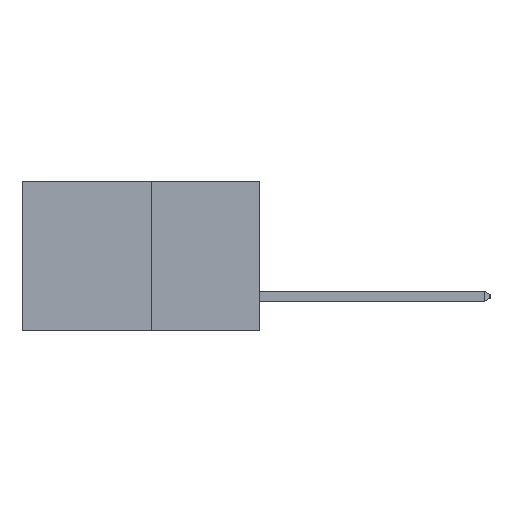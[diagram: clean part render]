
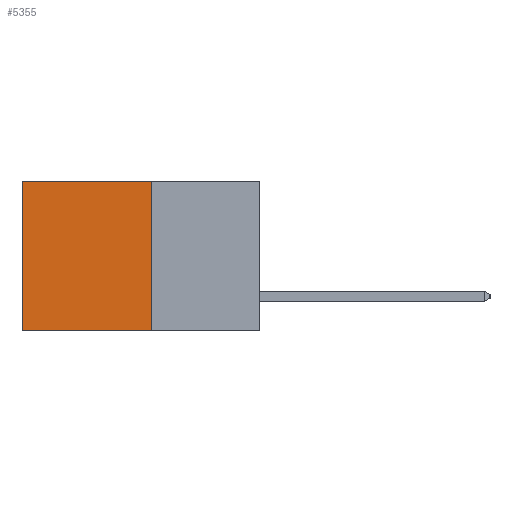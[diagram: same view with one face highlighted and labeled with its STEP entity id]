
A CAD part, left-side view. The second image highlights one B-rep face of the part: STEP entity #5355.
In plain terms, the highlighted planar face has unit normal (-1, 0, 0).
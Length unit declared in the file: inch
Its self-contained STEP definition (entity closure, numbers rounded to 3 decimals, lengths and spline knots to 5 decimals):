
#36 = CARTESIAN_POINT ( 'NONE',  ( 0.277, 0.27, 0. ) ) ;
#79 = DIRECTION ( 'NONE',  ( 1., 0., 0. ) ) ;
#129 = DIRECTION ( 'NONE',  ( 0., 0., -1. ) ) ;
#149 = EDGE_CURVE ( 'NONE', #6270, #879, #5723, .T. ) ;
#854 = ORIENTED_EDGE ( 'NONE', *, *, #3625, .T. ) ;
#879 = VERTEX_POINT ( 'NONE', #1295 ) ;
#1143 = ORIENTED_EDGE ( 'NONE', *, *, #149, .F. ) ;
#1295 = CARTESIAN_POINT ( 'NONE',  ( 0.277, 0.27, -0.37 ) ) ;
#1480 = EDGE_LOOP ( 'NONE', ( #5584, #7122, #1143, #854 ) ) ;
#1508 = CARTESIAN_POINT ( 'NONE',  ( 0.277, 0.59, 0. ) ) ;
#1906 = PLANE ( 'NONE',  #6660 ) ;
#2360 = EDGE_CURVE ( 'NONE', #3405, #4239, #4787, .T. ) ;
#2448 = VECTOR ( 'NONE', #6142, 39.37008 ) ;
#2463 = CARTESIAN_POINT ( 'NONE',  ( 0.277, 0.27, 0. ) ) ;
#2473 = VECTOR ( 'NONE', #6666, 39.37008 ) ;
#2949 = DIRECTION ( 'NONE',  ( 0., 0., -1. ) ) ;
#3405 = VERTEX_POINT ( 'NONE', #1508 ) ;
#3504 = CARTESIAN_POINT ( 'NONE',  ( 0.277, 0.59, -0.37 ) ) ;
#3625 = EDGE_CURVE ( 'NONE', #6270, #3405, #5701, .T. ) ;
#3791 = DIRECTION ( 'NONE',  ( 0., 1., 0. ) ) ;
#4239 = VERTEX_POINT ( 'NONE', #7615 ) ;
#4787 = LINE ( 'NONE', #3504, #7694 ) ;
#5355 = ADVANCED_FACE ( 'NONE', ( #5689 ), #1906, .F. ) ;
#5373 = CARTESIAN_POINT ( 'NONE',  ( 0.277, 0.27, -0.37 ) ) ;
#5584 = ORIENTED_EDGE ( 'NONE', *, *, #2360, .T. ) ;
#5689 = FACE_OUTER_BOUND ( 'NONE', #1480, .T. ) ;
#5701 = LINE ( 'NONE', #2463, #2448 ) ;
#5723 = LINE ( 'NONE', #6662, #2473 ) ;
#5968 = EDGE_CURVE ( 'NONE', #879, #4239, #5977, .T. ) ;
#5977 = LINE ( 'NONE', #5373, #7309 ) ;
#6142 = DIRECTION ( 'NONE',  ( 0., 1., 0. ) ) ;
#6270 = VERTEX_POINT ( 'NONE', #36 ) ;
#6660 = AXIS2_PLACEMENT_3D ( 'NONE', #7405, #79, #129 ) ;
#6662 = CARTESIAN_POINT ( 'NONE',  ( 0.277, 0.27, -0.37 ) ) ;
#6666 = DIRECTION ( 'NONE',  ( 0., 0., -1. ) ) ;
#7122 = ORIENTED_EDGE ( 'NONE', *, *, #5968, .F. ) ;
#7309 = VECTOR ( 'NONE', #3791, 39.37008 ) ;
#7405 = CARTESIAN_POINT ( 'NONE',  ( 0.277, 0.27, -0.37 ) ) ;
#7615 = CARTESIAN_POINT ( 'NONE',  ( 0.277, 0.59, -0.37 ) ) ;
#7694 = VECTOR ( 'NONE', #2949, 39.37008 ) ;
